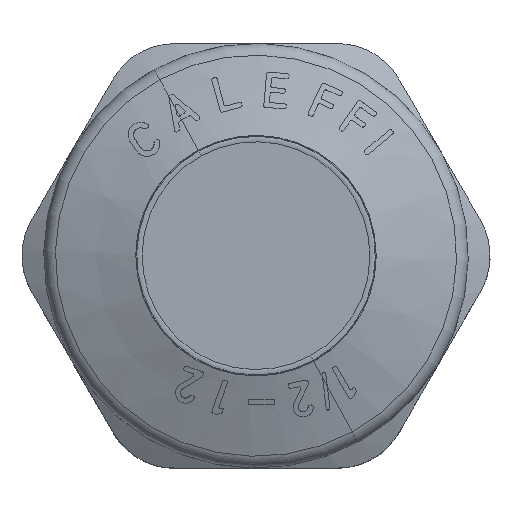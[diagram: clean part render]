
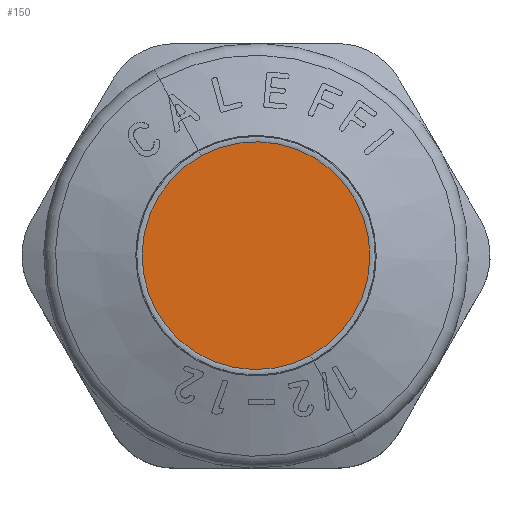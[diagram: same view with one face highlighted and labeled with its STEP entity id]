
A CAD part, top view. The second image highlights one B-rep face of the part: STEP entity #150.
In plain terms, the highlighted planar face has unit normal (0, 0, 1).
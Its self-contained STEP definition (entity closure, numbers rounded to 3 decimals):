
#31=CARTESIAN_POINT('Axis2P3D Location',(0.,0.,29.18)) ;
#132=CARTESIAN_POINT('Axis2P3D Location',(0.,0.,29.18)) ;
#136=CARTESIAN_POINT('Vertex',(3.088,-5.652,29.18)) ;
#138=CARTESIAN_POINT('Vertex',(-3.088,5.652,29.18)) ;
#141=CARTESIAN_POINT('Axis2P3D Location',(0.,0.,29.18)) ;
#32=DIRECTION('Axis2P3D Direction',(0.,0.,1.)) ;
#33=DIRECTION('Axis2P3D XDirection',(1.,0.,0.)) ;
#133=DIRECTION('Axis2P3D Direction',(0.,0.,1.)) ;
#142=DIRECTION('Axis2P3D Direction',(0.,0.,1.)) ;
#34=AXIS2_PLACEMENT_3D('Plane Axis2P3D',#31,#32,#33) ;
#134=AXIS2_PLACEMENT_3D('Circle Axis2P3D',#132,#133,$) ;
#143=AXIS2_PLACEMENT_3D('Circle Axis2P3D',#141,#142,$) ;
#135=CIRCLE('generated circle',#134,6.441) ;
#144=CIRCLE('generated circle',#143,6.441) ;
#35=PLANE('',#34) ;
#140=EDGE_CURVE('',#137,#139,#135,.T.) ;
#145=EDGE_CURVE('',#139,#137,#144,.T.) ;
#147=ORIENTED_EDGE('',*,*,#140,.T.) ;
#148=ORIENTED_EDGE('',*,*,#145,.T.) ;
#146=EDGE_LOOP('',(#147,#148)) ;
#137=VERTEX_POINT('',#136) ;
#139=VERTEX_POINT('',#138) ;
#150=ADVANCED_FACE('PartBody',(#149),#35,.T.) ;
#149=FACE_OUTER_BOUND('',#146,.T.) ;
